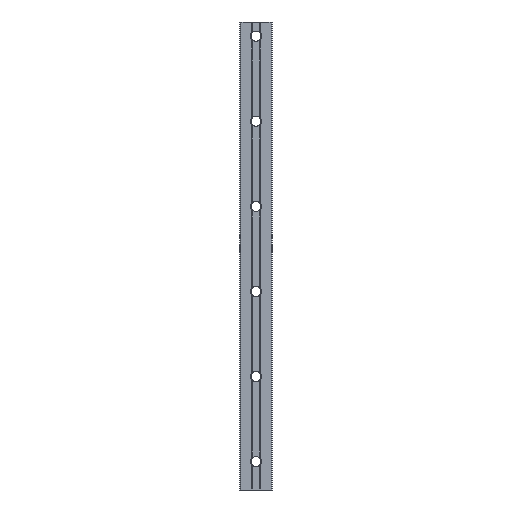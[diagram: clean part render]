
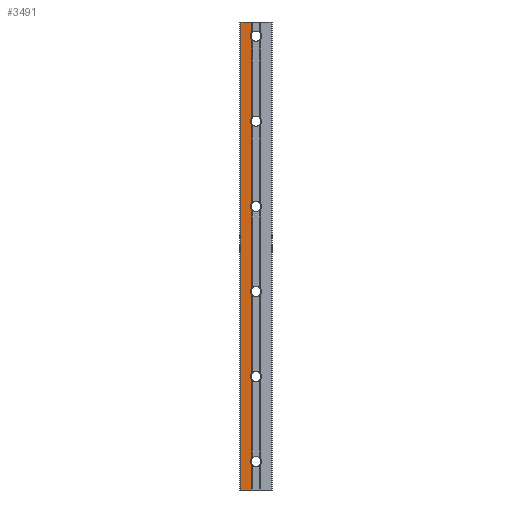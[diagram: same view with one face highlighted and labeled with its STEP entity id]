
A CAD part, front view. The second image highlights one B-rep face of the part: STEP entity #3491.
In plain terms, the highlighted planar face has unit normal (0, -1, 0).
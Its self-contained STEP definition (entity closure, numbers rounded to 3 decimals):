
#43 = CARTESIAN_POINT ( 'NONE',  ( 0., 0., 200. ) ) ;
#52 = DIRECTION ( 'NONE',  ( 0., 1., 0. ) ) ;
#53 = DIRECTION ( 'NONE',  ( 0., 0., 1. ) ) ;
#88 = VERTEX_POINT ( 'NONE', #560 ) ;
#92 = VERTEX_POINT ( 'NONE', #550 ) ;
#102 = VERTEX_POINT ( 'NONE', #423 ) ;
#111 = VERTEX_POINT ( 'NONE', #815 ) ;
#139 = VERTEX_POINT ( 'NONE', #596 ) ;
#142 = VERTEX_POINT ( 'NONE', #339 ) ;
#159 = DIRECTION ( 'NONE',  ( 1., 0., 0. ) ) ;
#163 = VERTEX_POINT ( 'NONE', #458 ) ;
#177 = CARTESIAN_POINT ( 'NONE',  ( -10.7, 0., 0. ) ) ;
#191 = DIRECTION ( 'NONE',  ( 0., 0., -1. ) ) ;
#198 = VERTEX_POINT ( 'NONE', #516 ) ;
#209 = CARTESIAN_POINT ( 'NONE',  ( -10.7, 0., 330. ) ) ;
#234 = CARTESIAN_POINT ( 'NONE',  ( -10.7, 0., 330. ) ) ;
#236 = DIRECTION ( 'NONE',  ( 0., 0., -1. ) ) ;
#257 = DIRECTION ( 'NONE',  ( 0., 0., 1. ) ) ;
#259 = DIRECTION ( 'NONE',  ( 0., 1., 0. ) ) ;
#261 = CARTESIAN_POINT ( 'NONE',  ( -3., 0., 22.646 ) ) ;
#277 = CARTESIAN_POINT ( 'NONE',  ( 0., 0., 320. ) ) ;
#278 = DIRECTION ( 'NONE',  ( 0., 0., 1. ) ) ;
#279 = DIRECTION ( 'NONE',  ( 0., 1., 0. ) ) ;
#286 = CARTESIAN_POINT ( 'NONE',  ( 0., 0., 80. ) ) ;
#290 = CARTESIAN_POINT ( 'NONE',  ( 0., 0., 140. ) ) ;
#339 = CARTESIAN_POINT ( 'NONE',  ( -10.7, 0., 330. ) ) ;
#403 = CARTESIAN_POINT ( 'NONE',  ( -3., 0., 330. ) ) ;
#423 = CARTESIAN_POINT ( 'NONE',  ( -3., 0., 77.354 ) ) ;
#430 = CARTESIAN_POINT ( 'NONE',  ( -3., 0., 330. ) ) ;
#458 = CARTESIAN_POINT ( 'NONE',  ( -3., 0., 262.646 ) ) ;
#475 = CARTESIAN_POINT ( 'NONE',  ( -3., 0., 142.646 ) ) ;
#489 = CARTESIAN_POINT ( 'NONE',  ( -3., 0., 322.646 ) ) ;
#490 = CARTESIAN_POINT ( 'NONE',  ( -3., 0., 257.354 ) ) ;
#501 = CARTESIAN_POINT ( 'NONE',  ( -3., 0., 137.354 ) ) ;
#516 = CARTESIAN_POINT ( 'NONE',  ( -3., 0., 197.354 ) ) ;
#544 = CARTESIAN_POINT ( 'NONE',  ( -3., 0., 330. ) ) ;
#550 = CARTESIAN_POINT ( 'NONE',  ( -3., 0., 0. ) ) ;
#551 = CARTESIAN_POINT ( 'NONE',  ( -3., 0., 82.646 ) ) ;
#560 = CARTESIAN_POINT ( 'NONE',  ( -3., 0., 330. ) ) ;
#592 = DIRECTION ( 'NONE',  ( 0., 0., -1. ) ) ;
#596 = CARTESIAN_POINT ( 'NONE',  ( -3., 0., 17.354 ) ) ;
#605 = CARTESIAN_POINT ( 'NONE',  ( -3., 0., 330. ) ) ;
#627 = CARTESIAN_POINT ( 'NONE',  ( -3., 0., 330. ) ) ;
#636 = DIRECTION ( 'NONE',  ( 0., 0., -1. ) ) ;
#662 = DIRECTION ( 'NONE',  ( 0., 0., -1. ) ) ;
#664 = CARTESIAN_POINT ( 'NONE',  ( -3., 0., 330. ) ) ;
#680 = CARTESIAN_POINT ( 'NONE',  ( -3., 0., 317.354 ) ) ;
#704 = CARTESIAN_POINT ( 'NONE',  ( -3., 0., 202.646 ) ) ;
#713 = VERTEX_POINT ( 'NONE', #501 ) ;
#722 = VERTEX_POINT ( 'NONE', #489 ) ;
#724 = VERTEX_POINT ( 'NONE', #490 ) ;
#736 = VERTEX_POINT ( 'NONE', #475 ) ;
#748 = VERTEX_POINT ( 'NONE', #261 ) ;
#773 = VERTEX_POINT ( 'NONE', #704 ) ;
#780 = VERTEX_POINT ( 'NONE', #680 ) ;
#799 = VERTEX_POINT ( 'NONE', #551 ) ;
#814 = DIRECTION ( 'NONE',  ( 0., 0., -1. ) ) ;
#815 = CARTESIAN_POINT ( 'NONE',  ( -10.7, 0., 0. ) ) ;
#825 = DIRECTION ( 'NONE',  ( 0., 0., -1. ) ) ;
#829 = DIRECTION ( 'NONE',  ( 1., 0., 0. ) ) ;
#831 = DIRECTION ( 'NONE',  ( 0., 1., 0. ) ) ;
#836 = DIRECTION ( 'NONE',  ( 0., 0., 1. ) ) ;
#874 = DIRECTION ( 'NONE',  ( -1., 0., 0. ) ) ;
#875 = DIRECTION ( 'NONE',  ( 0., 1., 0. ) ) ;
#906 = PLANE ( 'NONE',  #1841 ) ;
#1047 = CARTESIAN_POINT ( 'NONE',  ( -3., 0., 330. ) ) ;
#1072 = DIRECTION ( 'NONE',  ( 0., 0., -1. ) ) ;
#1101 = CARTESIAN_POINT ( 'NONE',  ( -10.7, 0., 330. ) ) ;
#1276 = DIRECTION ( 'NONE',  ( 0., 0., 1. ) ) ;
#1277 = DIRECTION ( 'NONE',  ( 0., 1., 0. ) ) ;
#1280 = CARTESIAN_POINT ( 'NONE',  ( 0., 0., 260. ) ) ;
#1332 = CARTESIAN_POINT ( 'NONE',  ( 0., 0., 20. ) ) ;
#1395 = DIRECTION ( 'NONE',  ( 0., 0., 1. ) ) ;
#1398 = DIRECTION ( 'NONE',  ( 0., 1., 0. ) ) ;
#1615 = AXIS2_PLACEMENT_3D ( 'NONE', #1280, #1277, #1276 ) ;
#1659 = AXIS2_PLACEMENT_3D ( 'NONE', #1332, #1398, #1395 ) ;
#1689 = AXIS2_PLACEMENT_3D ( 'NONE', #43, #52, #53 ) ;
#1718 = AXIS2_PLACEMENT_3D ( 'NONE', #290, #259, #257 ) ;
#1720 = AXIS2_PLACEMENT_3D ( 'NONE', #286, #279, #278 ) ;
#1742 = AXIS2_PLACEMENT_3D ( 'NONE', #277, #831, #836 ) ;
#1762 = EDGE_CURVE ( 'NONE', #780, #722, #2637, .T. ) ;
#1802 = EDGE_CURVE ( 'NONE', #102, #799, #2580, .T. ) ;
#1804 = EDGE_CURVE ( 'NONE', #713, #736, #2577, .T. ) ;
#1822 = EDGE_CURVE ( 'NONE', #102, #748, #2564, .T. ) ;
#1833 = EDGE_CURVE ( 'NONE', #713, #799, #2551, .T. ) ;
#1840 = EDGE_CURVE ( 'NONE', #198, #736, #3076, .T. ) ;
#1841 = AXIS2_PLACEMENT_3D ( 'NONE', #1101, #875, #874 ) ;
#1917 = EDGE_CURVE ( 'NONE', #198, #773, #2542, .T. ) ;
#1950 = EDGE_CURVE ( 'NONE', #142, #88, #2504, .T. ) ;
#1951 = EDGE_CURVE ( 'NONE', #142, #111, #2487, .T. ) ;
#1953 = EDGE_CURVE ( 'NONE', #111, #92, #2509, .T. ) ;
#1954 = EDGE_CURVE ( 'NONE', #88, #722, #2483, .T. ) ;
#1958 = EDGE_CURVE ( 'NONE', #724, #773, #2480, .T. ) ;
#1966 = EDGE_CURVE ( 'NONE', #780, #163, #2449, .T. ) ;
#1989 = EDGE_CURVE ( 'NONE', #139, #748, #2234, .T. ) ;
#1996 = EDGE_CURVE ( 'NONE', #139, #92, #2156, .T. ) ;
#2077 = EDGE_CURVE ( 'NONE', #724, #163, #2396, .T. ) ;
#2155 = VECTOR ( 'NONE', #1072, 1000. ) ;
#2156 = LINE ( 'NONE', #1047, #2155 ) ;
#2223 = FACE_OUTER_BOUND ( 'NONE', #3372, .T. ) ;
#2234 = CIRCLE ( 'NONE', #1659, 4. ) ;
#2396 = CIRCLE ( 'NONE', #1615, 4. ) ;
#2449 = LINE ( 'NONE', #430, #2459 ) ;
#2459 = VECTOR ( 'NONE', #191, 1000. ) ;
#2477 = VECTOR ( 'NONE', #236, 1000. ) ;
#2480 = LINE ( 'NONE', #544, #2477 ) ;
#2482 = VECTOR ( 'NONE', #825, 1000. ) ;
#2483 = LINE ( 'NONE', #403, #2482 ) ;
#2485 = VECTOR ( 'NONE', #829, 1000. ) ;
#2487 = LINE ( 'NONE', #209, #2490 ) ;
#2490 = VECTOR ( 'NONE', #814, 1000. ) ;
#2493 = VECTOR ( 'NONE', #159, 1000. ) ;
#2504 = LINE ( 'NONE', #234, #2493 ) ;
#2509 = LINE ( 'NONE', #177, #2485 ) ;
#2542 = CIRCLE ( 'NONE', #1689, 4. ) ;
#2551 = LINE ( 'NONE', #627, #2552 ) ;
#2552 = VECTOR ( 'NONE', #636, 1000. ) ;
#2560 = VECTOR ( 'NONE', #592, 1000. ) ;
#2564 = LINE ( 'NONE', #605, #2560 ) ;
#2577 = CIRCLE ( 'NONE', #1718, 4. ) ;
#2580 = CIRCLE ( 'NONE', #1720, 4. ) ;
#2637 = CIRCLE ( 'NONE', #1742, 4. ) ;
#2965 = ORIENTED_EDGE ( 'NONE', *, *, #1840, .F. ) ;
#2967 = ORIENTED_EDGE ( 'NONE', *, *, #2077, .T. ) ;
#2968 = ORIENTED_EDGE ( 'NONE', *, *, #1966, .F. ) ;
#2969 = ORIENTED_EDGE ( 'NONE', *, *, #1762, .T. ) ;
#2974 = ORIENTED_EDGE ( 'NONE', *, *, #1954, .F. ) ;
#2975 = ORIENTED_EDGE ( 'NONE', *, *, #1833, .F. ) ;
#2977 = ORIENTED_EDGE ( 'NONE', *, *, #1996, .F. ) ;
#2978 = ORIENTED_EDGE ( 'NONE', *, *, #1950, .F. ) ;
#2979 = ORIENTED_EDGE ( 'NONE', *, *, #1822, .F. ) ;
#2980 = ORIENTED_EDGE ( 'NONE', *, *, #1802, .T. ) ;
#2983 = ORIENTED_EDGE ( 'NONE', *, *, #1989, .T. ) ;
#2985 = ORIENTED_EDGE ( 'NONE', *, *, #1804, .T. ) ;
#2988 = ORIENTED_EDGE ( 'NONE', *, *, #1958, .F. ) ;
#3006 = ORIENTED_EDGE ( 'NONE', *, *, #1953, .T. ) ;
#3009 = ORIENTED_EDGE ( 'NONE', *, *, #1917, .T. ) ;
#3043 = ORIENTED_EDGE ( 'NONE', *, *, #1951, .T. ) ;
#3076 = LINE ( 'NONE', #664, #3077 ) ;
#3077 = VECTOR ( 'NONE', #662, 1000. ) ;
#3372 = EDGE_LOOP ( 'NONE', ( #2977, #2983, #2979, #2980, #2975, #2985, #2965, #3009, #2988, #2967, #2968, #2969, #2974, #2978, #3043, #3006 ) ) ;
#3491 = ADVANCED_FACE ( 'NONE', ( #2223 ), #906, .F. ) ;
